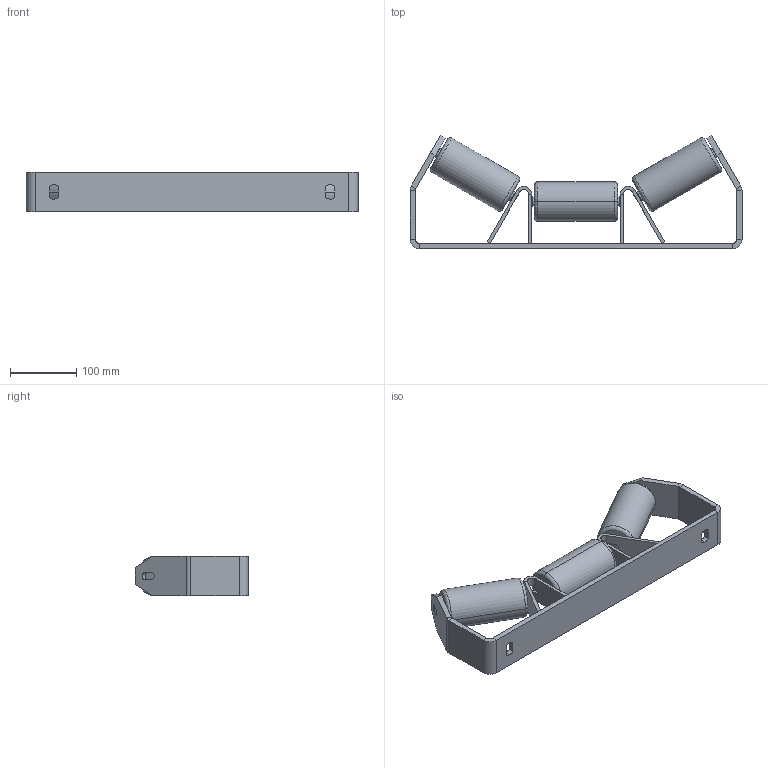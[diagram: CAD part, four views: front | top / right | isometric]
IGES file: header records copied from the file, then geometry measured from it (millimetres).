
Start section: SolidWorks IGES file using analytic representation for surfaces
Global section: file name: Support SNBA 53300 E71 8 B350 30° sans pincement .igs; native system: SolidWorks 2019; preprocessor: SolidWorks 2019; author: guillaume; date: 200219.171451; units: millimetre
Bounding box: 500 x 170.51 x 60 mm (x, y, z)
Volume: 448867.8 mm3; surface area: 321192.4 mm2
Topology: 3 solids, 9 shells, 282 faces, 693 edges, 442 vertices
Faces by surface type: plane 187, revolution 78, bspline 17
